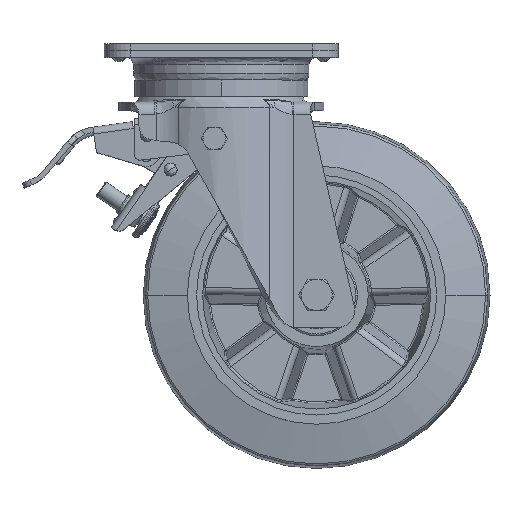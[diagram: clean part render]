
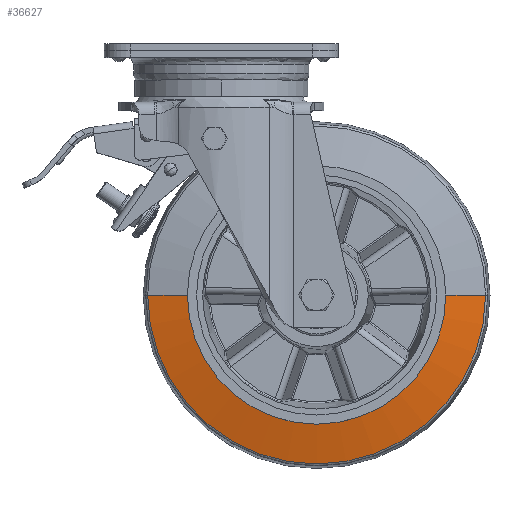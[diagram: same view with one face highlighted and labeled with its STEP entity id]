
A CAD part, top view. The second image highlights one B-rep face of the part: STEP entity #36627.
In plain terms, the highlighted conical face has half-angle 77.093 degrees and reference radius 98.5 mm.
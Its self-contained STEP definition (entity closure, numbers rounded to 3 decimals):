
#5437 = DIRECTION ( 'NONE',  ( -1., 0., 0. ) ) ;
#5445 = ORIENTED_EDGE ( 'NONE', *, *, #67398, .F. ) ;
#11709 = VERTEX_POINT ( 'NONE', #43285 ) ;
#12279 = ORIENTED_EDGE ( 'NONE', *, *, #20692, .T. ) ;
#12676 = DIRECTION ( 'NONE',  ( 0., 0., 1. ) ) ;
#20692 = EDGE_CURVE ( 'NONE', #86039, #50010, #62025, .T. ) ;
#20746 = DIRECTION ( 'NONE',  ( 0.975, 0., -0.223 ) ) ;
#21769 = AXIS2_PLACEMENT_3D ( 'NONE', #87899, #67389, #5437 ) ;
#26707 = DIRECTION ( 'NONE',  ( 0., 0., 1. ) ) ;
#26945 = CARTESIAN_POINT ( 'NONE',  ( 147.738, -145., 16.743 ) ) ;
#33321 = CIRCLE ( 'NONE', #53142, 74.5 ) ;
#33515 = ORIENTED_EDGE ( 'NONE', *, *, #49298, .T. ) ;
#36627 = ADVANCED_FACE ( 'NONE', ( #83652 ), #72880, .T. ) ;
#38359 = CARTESIAN_POINT ( 'NONE',  ( 124.799, -145., 22. ) ) ;
#43285 = CARTESIAN_POINT ( 'NONE',  ( -24.201, -145., 22. ) ) ;
#45559 = ORIENTED_EDGE ( 'NONE', *, *, #86677, .F. ) ;
#46316 = VERTEX_POINT ( 'NONE', #38359 ) ;
#49298 = EDGE_CURVE ( 'NONE', #11709, #86039, #54365, .T. ) ;
#50010 = VERTEX_POINT ( 'NONE', #26945 ) ;
#52190 = VECTOR ( 'NONE', #70334, 1000. ) ;
#53071 = CARTESIAN_POINT ( 'NONE',  ( -48.201, -145., 16.5 ) ) ;
#53142 = AXIS2_PLACEMENT_3D ( 'NONE', #68072, #26707, #74965 ) ;
#54107 = CARTESIAN_POINT ( 'NONE',  ( 50.299, -145., 16.743 ) ) ;
#54365 = LINE ( 'NONE', #53071, #52190 ) ;
#55517 = AXIS2_PLACEMENT_3D ( 'NONE', #54107, #12676, #60997 ) ;
#57201 = LINE ( 'NONE', #69075, #73382 ) ;
#60997 = DIRECTION ( 'NONE',  ( 1., 0., 0. ) ) ;
#62025 = CIRCLE ( 'NONE', #55517, 97.44 ) ;
#67389 = DIRECTION ( 'NONE',  ( 0., 0., -1. ) ) ;
#67398 = EDGE_CURVE ( 'NONE', #11709, #46316, #33321, .T. ) ;
#68072 = CARTESIAN_POINT ( 'NONE',  ( 50.299, -145., 22. ) ) ;
#69075 = CARTESIAN_POINT ( 'NONE',  ( 148.799, -145., 16.5 ) ) ;
#69132 = EDGE_LOOP ( 'NONE', ( #45559, #5445, #33515, #12279 ) ) ;
#70334 = DIRECTION ( 'NONE',  ( -0.975, 0., -0.223 ) ) ;
#72880 = CONICAL_SURFACE ( 'NONE', #21769, 98.5, 1.346 ) ;
#73382 = VECTOR ( 'NONE', #20746, 1000. ) ;
#73708 = CARTESIAN_POINT ( 'NONE',  ( -47.141, -145., 16.743 ) ) ;
#74965 = DIRECTION ( 'NONE',  ( 1., 0., 0. ) ) ;
#83652 = FACE_OUTER_BOUND ( 'NONE', #69132, .T. ) ;
#86039 = VERTEX_POINT ( 'NONE', #73708 ) ;
#86677 = EDGE_CURVE ( 'NONE', #46316, #50010, #57201, .T. ) ;
#87899 = CARTESIAN_POINT ( 'NONE',  ( 50.299, -145., 16.5 ) ) ;
